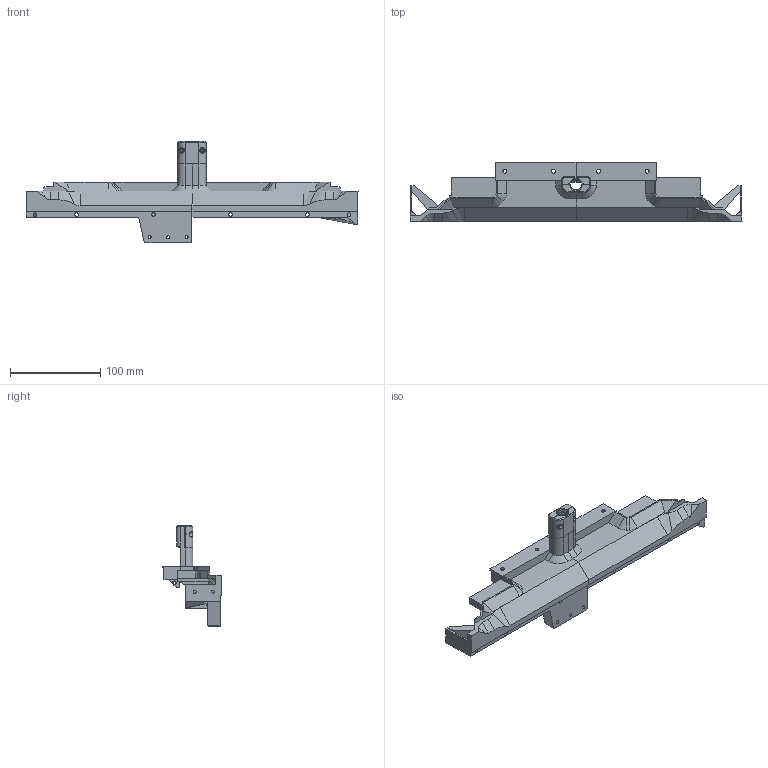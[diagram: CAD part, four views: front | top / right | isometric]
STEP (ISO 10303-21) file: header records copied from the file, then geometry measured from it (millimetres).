
FILE_DESCRIPTION(/* description */ ('STEP AP242','CAx-IF Rec.Pracs.---Representation and Presentation of Product Manufacturing Information (PMI)---4.0---2014-10-13','CAx-IF Rec.Pracs.---3D Tessellated Geometry---0.4---2014-09-14','2;1'),/* implementation_level */ '2;1');
FILE_NAME(/* name */ '6862da6ec4ece57f0be37610',/* time_stamp */ '2025-06-30T18:41:51Z',/* author */ (''),/* organization */ (''),/* preprocessor_version */ 'ST-DEVELOPER v20',/* originating_system */ 'ONSHAPE BY PTC INC, 1.200',/* authorisation */ ' ');
FILE_SCHEMA (('AP242_MANAGED_MODEL_BASED_3D_ENGINEERING_MIM_LF { 1 0 10303 442 1 1 4 }'));
Length unit declared in the file: metre
Products named in the file (8): Assembly 1; M3xD4.5x4 threaded insert_1; M3x30 SHCS; electronics_top_B; electronics_top_B_triple; electronics_top_A
Assembly tree (7 placements, depth 2):
  Assembly 1
    M3xD4.5x4 threaded insert_1
    M3x30 SHCS
    electronics_top_B
    M3x30 SHCS
    electronics_top_B_triple
    electronics_top_A
    M3xD4.5x4 threaded insert_1
Bounding box: 367.2 x 66 x 112 mm (x, y, z)
Volume: 198771.2 mm3; surface area: 95067 mm2
Topology: 7 solids, 7 shells, 505 faces, 1422 edges, 927 vertices
Faces by surface type: plane 342, cylinder 92, cone 49, bspline 20, torus 2
Full cylindrical faces by diameter (mm): 3 x4, 3.2 x2, 3.4 x9, 4.1 x10, 4.4 x4, 4.5 x2, 5.5 x2, 6 x5
Entity records: 17883 total; most frequent: CARTESIAN_POINT 4510, ORIENTED_EDGE 2706, DIRECTION 2474, EDGE_CURVE 1353, LINE 1004, VECTOR 1004, VERTEX_POINT 908, AXIS2_PLACEMENT_3D 735
